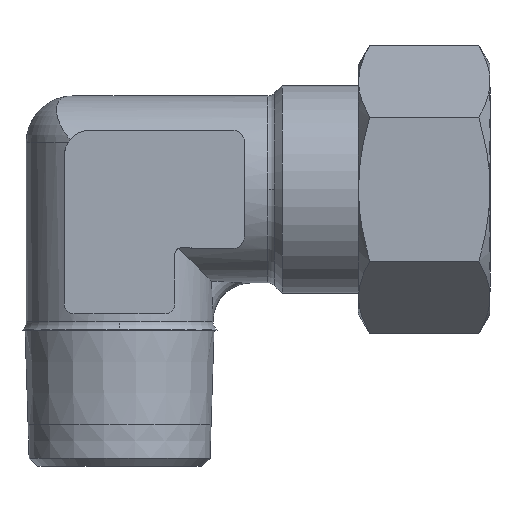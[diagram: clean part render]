
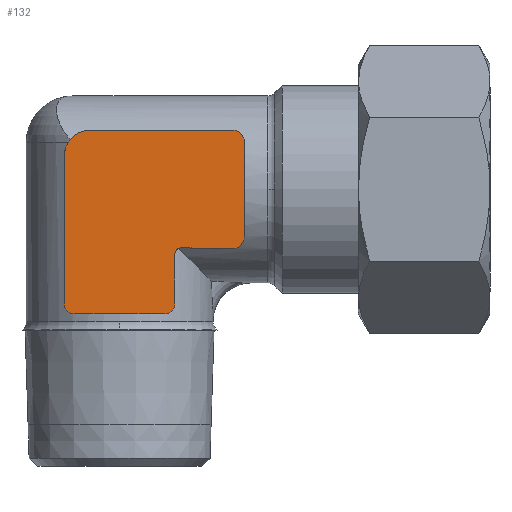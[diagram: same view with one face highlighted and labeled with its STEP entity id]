
A CAD part, top view. The second image highlights one B-rep face of the part: STEP entity #132.
In plain terms, the highlighted planar face has unit normal (0, 0, 1).
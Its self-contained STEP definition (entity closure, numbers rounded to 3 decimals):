
#132=ADVANCED_FACE('',(#326),#327,.T.);
#326=FACE_OUTER_BOUND('',#543,.T.);
#327=PLANE('',#544);
#543=EDGE_LOOP('',(#1248,#1249,#1250,#1251,#1252,#1253,#1254,#1255,#1256,#1257,#1258,#1259,#1260,#1261,#1262,#1263,#1264));
#544=AXIS2_PLACEMENT_3D('',#1265,#1266,#1267);
#1248=ORIENTED_EDGE('',*,*,#1659,.F.);
#1249=ORIENTED_EDGE('',*,*,#1654,.F.);
#1250=ORIENTED_EDGE('',*,*,#1648,.F.);
#1251=ORIENTED_EDGE('',*,*,#1482,.F.);
#1252=ORIENTED_EDGE('',*,*,#1637,.F.);
#1253=ORIENTED_EDGE('',*,*,#1618,.F.);
#1254=ORIENTED_EDGE('',*,*,#1673,.F.);
#1255=ORIENTED_EDGE('',*,*,#1671,.F.);
#1256=ORIENTED_EDGE('',*,*,#1662,.F.);
#1257=ORIENTED_EDGE('',*,*,#1670,.F.);
#1258=ORIENTED_EDGE('',*,*,#1668,.F.);
#1259=ORIENTED_EDGE('',*,*,#1666,.F.);
#1260=ORIENTED_EDGE('',*,*,#1664,.F.);
#1261=ORIENTED_EDGE('',*,*,#1628,.F.);
#1262=ORIENTED_EDGE('',*,*,#1634,.F.);
#1263=ORIENTED_EDGE('',*,*,#1644,.F.);
#1264=ORIENTED_EDGE('',*,*,#1489,.F.);
#1265=CARTESIAN_POINT('',(4.149,36.106,13.5));
#1266=DIRECTION('',(0.0,0.0,1.0));
#1267=DIRECTION('',(1.0,0.0,0.0));
#1482=EDGE_CURVE('',#1794,#1792,#1796,.T.);
#1489=EDGE_CURVE('',#1807,#1805,#1809,.T.);
#1618=EDGE_CURVE('',#2018,#2020,#2021,.T.);
#1628=EDGE_CURVE('',#2035,#2037,#2038,.T.);
#1634=EDGE_CURVE('',#2045,#2035,#2047,.T.);
#1637=EDGE_CURVE('',#2020,#1794,#2050,.T.);
#1644=EDGE_CURVE('',#1805,#2045,#2059,.T.);
#1648=EDGE_CURVE('',#1792,#2065,#2066,.T.);
#1654=EDGE_CURVE('',#2065,#1773,#2074,.T.);
#1659=EDGE_CURVE('',#1773,#1807,#2080,.T.);
#1662=EDGE_CURVE('',#1932,#2083,#2084,.T.);
#1664=EDGE_CURVE('',#2037,#2086,#2087,.T.);
#1666=EDGE_CURVE('',#2086,#2089,#2090,.T.);
#1668=EDGE_CURVE('',#2089,#2092,#2093,.T.);
#1670=EDGE_CURVE('',#2092,#1932,#2095,.T.);
#1671=EDGE_CURVE('',#2083,#2096,#2097,.T.);
#1673=EDGE_CURVE('',#2096,#2018,#2099,.T.);
#1773=VERTEX_POINT('',#2295);
#1792=VERTEX_POINT('',#2368);
#1794=VERTEX_POINT('',#2371);
#1796=CIRCLE('',#2374,1.651);
#1805=VERTEX_POINT('',#2400);
#1807=VERTEX_POINT('',#2403);
#1809=CIRCLE('',#2406,1.651);
#1932=VERTEX_POINT('',#2876);
#2018=VERTEX_POINT('',#3238);
#2020=VERTEX_POINT('',#3241);
#2021=CIRCLE('',#3242,3.802);
#2035=VERTEX_POINT('',#3272);
#2037=VERTEX_POINT('',#3275);
#2038=LINE('',#3276,#3277);
#2045=VERTEX_POINT('',#3288);
#2047=LINE('',#3291,#3292);
#2050=LINE('',#3297,#3298);
#2059=CIRCLE('',#3326,1.651);
#2065=VERTEX_POINT('',#3348);
#2066=CIRCLE('',#3349,1.651);
#2074=LINE('',#3360,#3361);
#2080=LINE('',#3369,#3370);
#2083=VERTEX_POINT('',#3375);
#2084=LINE('',#3376,#3377);
#2086=VERTEX_POINT('',#3380);
#2087=CIRCLE('',#3381,0.982);
#2089=VERTEX_POINT('',#3384);
#2090=LINE('',#3385,#3386);
#2092=VERTEX_POINT('',#3389);
#2093=CIRCLE('',#3390,1.5);
#2095=LINE('',#3393,#3394);
#2096=VERTEX_POINT('',#3395);
#2097=CIRCLE('',#3396,1.5);
#2099=LINE('',#3399,#3400);
#2295=CARTESIAN_POINT('',(18.0,40.0,13.5));
#2368=CARTESIAN_POINT('',(18.003,46.892,13.5));
#2371=CARTESIAN_POINT('',(16.5,48.536,13.5));
#2374=AXIS2_PLACEMENT_3D('',#3532,#3533,#3534);
#2400=CARTESIAN_POINT('',(18.003,33.108,13.5));
#2403=CARTESIAN_POINT('',(18.0,33.199,13.5));
#2406=AXIS2_PLACEMENT_3D('',#3542,#3543,#3544);
#2876=CARTESIAN_POINT('',(0.0,22.,13.5));
#3238=CARTESIAN_POINT('',(-8.0,44.909,13.5));
#3241=CARTESIAN_POINT('',(-4.5,48.536,13.5));
#3242=AXIS2_PLACEMENT_3D('',#3726,#3727,#3728);
#3272=CARTESIAN_POINT('',(12.077,31.464,13.5));
#3275=CARTESIAN_POINT('',(9.0,31.552,13.5));
#3276=CARTESIAN_POINT('',(9.0,31.552,13.5));
#3277=VECTOR('',#3741,1.0);
#3288=CARTESIAN_POINT('',(16.5,31.464,13.5));
#3291=CARTESIAN_POINT('',(12.077,31.464,13.5));
#3292=VECTOR('',#3747,1.0);
#3297=CARTESIAN_POINT('',(-4.5,48.536,13.5));
#3298=VECTOR('',#3750,1.0);
#3326=AXIS2_PLACEMENT_3D('',#3758,#3759,#3760);
#3348=CARTESIAN_POINT('',(18.0,46.801,13.5));
#3349=AXIS2_PLACEMENT_3D('',#3765,#3766,#3767);
#3360=CARTESIAN_POINT('',(18.0,46.801,13.5));
#3361=VECTOR('',#3777,1.0);
#3369=CARTESIAN_POINT('',(18.0,46.801,13.5));
#3370=VECTOR('',#3786,1.0);
#3375=CARTESIAN_POINT('',(-6.5,22.,13.5));
#3376=CARTESIAN_POINT('',(-6.5,22.,13.5));
#3377=VECTOR('',#3789,1.0);
#3380=CARTESIAN_POINT('',(8.0,30.72,13.5));
#3381=AXIS2_PLACEMENT_3D('',#3791,#3792,#3793);
#3384=CARTESIAN_POINT('',(8.0,23.5,13.5));
#3385=CARTESIAN_POINT('',(8.0,23.5,13.5));
#3386=VECTOR('',#3795,1.0);
#3389=CARTESIAN_POINT('',(6.5,22.,13.5));
#3390=AXIS2_PLACEMENT_3D('',#3797,#3798,#3799);
#3393=CARTESIAN_POINT('',(-6.5,22.,13.5));
#3394=VECTOR('',#3801,1.0);
#3395=CARTESIAN_POINT('',(-8.0,23.5,13.5));
#3396=AXIS2_PLACEMENT_3D('',#3802,#3803,#3804);
#3399=CARTESIAN_POINT('',(-8.0,23.5,13.5));
#3400=VECTOR('',#3806,1.0);
#3532=CARTESIAN_POINT('',(16.352,46.892,13.5));
#3533=DIRECTION('',(0.0,0.0,-1.0));
#3534=DIRECTION('',(1.0,0.0,0.0));
#3542=CARTESIAN_POINT('',(16.352,33.108,13.5));
#3543=DIRECTION('',(0.0,0.0,-1.0));
#3544=DIRECTION('',(1.0,0.0,0.0));
#3726=CARTESIAN_POINT('',(-4.202,44.746,13.5));
#3727=DIRECTION('',(0.0,0.0,-1.0));
#3728=DIRECTION('',(1.0,0.0,0.0));
#3741=DIRECTION('',(-1.,0.029,0.0));
#3747=DIRECTION('',(-1.0,-0.0,-0.0));
#3750=DIRECTION('',(1.0,0.0,0.0));
#3758=CARTESIAN_POINT('',(16.352,33.108,13.5));
#3759=DIRECTION('',(0.0,0.0,-1.0));
#3760=DIRECTION('',(1.0,0.0,0.0));
#3765=CARTESIAN_POINT('',(16.352,46.892,13.5));
#3766=DIRECTION('',(0.0,0.0,-1.0));
#3767=DIRECTION('',(1.0,0.0,0.0));
#3777=DIRECTION('',(0.,-1.0,0.0));
#3786=DIRECTION('',(0.,-1.0,0.0));
#3789=DIRECTION('',(-1.0,-0.0,-0.0));
#3791=CARTESIAN_POINT('',(8.971,30.571,13.5));
#3792=DIRECTION('',(0.0,0.0,1.0));
#3793=DIRECTION('',(1.0,0.0,0.0));
#3795=DIRECTION('',(-0.0,-1.0,-0.0));
#3797=CARTESIAN_POINT('',(6.5,23.5,13.5));
#3798=DIRECTION('',(0.0,0.0,-1.0));
#3799=DIRECTION('',(1.0,0.0,0.0));
#3801=DIRECTION('',(-1.0,-0.0,-0.0));
#3802=CARTESIAN_POINT('',(-6.5,23.5,13.5));
#3803=DIRECTION('',(0.0,0.0,-1.0));
#3804=DIRECTION('',(1.0,0.0,0.0));
#3806=DIRECTION('',(0.0,1.0,0.0));
